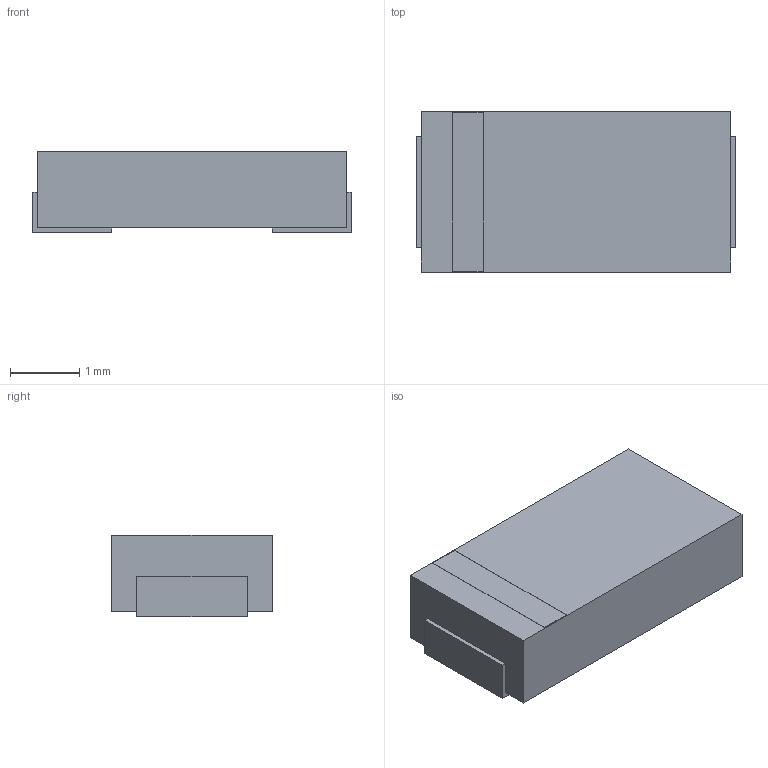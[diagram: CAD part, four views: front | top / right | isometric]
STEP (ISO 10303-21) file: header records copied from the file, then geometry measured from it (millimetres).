
FILE_DESCRIPTION(('STEP AP214'),'1');
FILE_NAME('SDO_KAVX_KAV','2024-12-26T03:19:21',(''),(''),'','','');
FILE_SCHEMA(('AUTOMOTIVE_DESIGN'));
Length unit declared in the file: millimetre
Products named in the file (1): product
Bounding box: 4.6 x 2.31 x 1.17 mm (x, y, z)
Volume: 11.7 mm3; surface area: 49.1 mm2
Topology: 4 solids, 4 shells, 28 faces, 60 edges, 40 vertices
Faces by surface type: plane 28
Entity records: 874 total; most frequent: ORIENTED_EDGE 120, DIRECTION 118, CARTESIAN_POINT 69, EDGE_CURVE 60, LINE 60, VECTOR 60, VERTEX_POINT 40, AXIS2_PLACEMENT_3D 29
